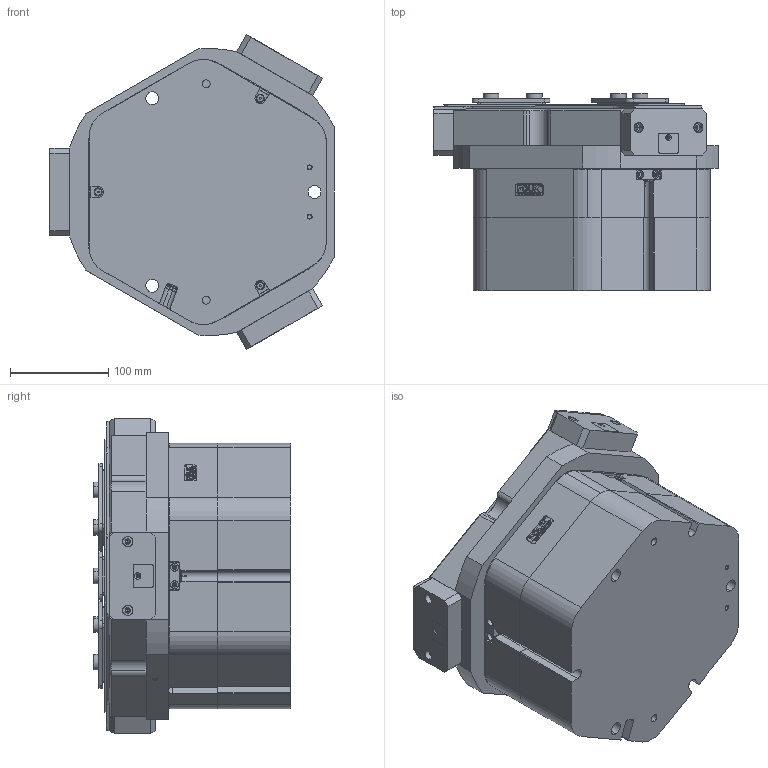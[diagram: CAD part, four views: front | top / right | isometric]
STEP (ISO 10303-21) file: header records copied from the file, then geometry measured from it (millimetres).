
FILE_DESCRIPTION (( 'STEP AP203' ), '1' );
FILE_NAME ('FZ185-292-P-NC.STEP', '2024-12-20T07:59:23', ( 'USER-' ), ( 'Microsoft' ), 'SwSTEP 2.0', 'SolidWorks 2018', '' );
FILE_SCHEMA (( 'CONFIG_CONTROL_DESIGN' ));
Length unit declared in the file: millimetre
Products named in the file (17): 昹親棠覜羲壽; TZT185-292-M-14 忒硌薊啣; 湮酴; TZT185-292-M-13 痄雄結啣; TZT185-292-M-01 褲极; TZT185-292-M-02 賑輸; TZT185-292; TZT185-292-M-NC-05 菁裔啣; FZ185-292-P; TZT185-292-M-11 奻葡裔啣; FZ185-292-P-NC; TZT185-292-M-15 耜猾苤裔; TR300-15-1晚假蚾輸; M8-30諉輪羲壽; TZT185-292-M-12 耜猾极; ﾏ擎ﾗ16｡ﾁ12｡ﾁ16; 32x12-R2
Assembly tree (40 placements, depth 4):
  FZ185-292-P-NC
    FZ185-292-P
      TZT185-292
        TZT185-292-M-01 褲极
        TZT185-292-M-02 賑輸  x3
        TR300-15-1晚假蚾輸  x3
        湮酴  x3
        32x12-R2
        M8-30諉輪羲壽  x3
        昹親棠覜羲壽  x2
      TZT185-292-M-11 奻葡裔啣
      TZT185-292-M-12 耜猾极  x3
      TZT185-292-M-13 痄雄結啣  x3
      TZT185-292-M-14 忒硌薊啣  x3
      TZT185-292-M-15 耜猾苤裔  x3
      昹親棠覜羲壽  x2
      ﾏ擎ﾗ16｡ﾁ12｡ﾁ16  x6
    TZT185-292-M-NC-05 菁裔啣
Bounding box: 289 x 200.5 x 319.9 mm (x, y, z)
Volume: 9507251.2 mm3; surface area: 768537.5 mm2
Topology: 38 solids, 38 shells, 2255 faces, 5824 edges, 3709 vertices
Faces by surface type: plane 1092, cylinder 708, cone 277, bspline 166, torus 12
Entity records: 53313 total; most frequent: CARTESIAN_POINT 14967, ORIENTED_EDGE 7636, DIRECTION 7138, EDGE_CURVE 3818, VERTEX_POINT 2465, VECTOR 2464, LINE 2464, AXIS2_PLACEMENT_3D 2337
